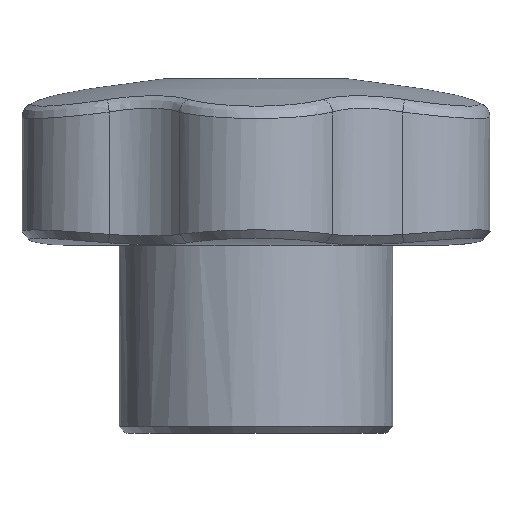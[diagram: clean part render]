
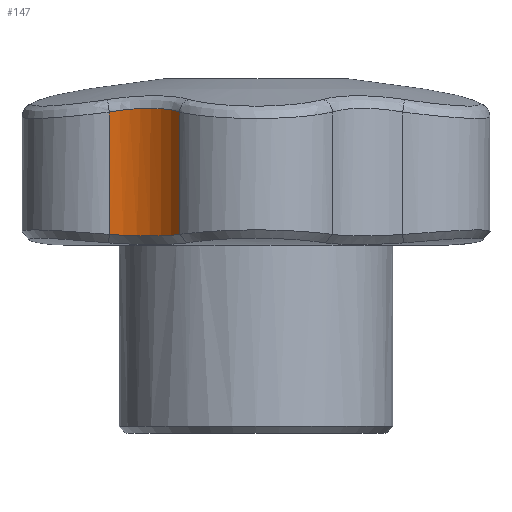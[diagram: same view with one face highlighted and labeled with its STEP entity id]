
A CAD part, front view. The second image highlights one B-rep face of the part: STEP entity #147.
In plain terms, the highlighted cylindrical face has radius 10 mm (diameter 20 mm), a partial arc.
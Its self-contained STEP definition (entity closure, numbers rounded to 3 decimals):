
#147 = ADVANCED_FACE( '', ( #340 ), #341, .F. );
#340 = FACE_OUTER_BOUND( '', #2043, .T. );
#341 = CYLINDRICAL_SURFACE( '', #2044, 10. );
#2043 = EDGE_LOOP( '', ( #3707, #3708, #3709, #3710 ) );
#2044 = AXIS2_PLACEMENT_3D( '', #3711, #3712, #3713 );
#3707 = ORIENTED_EDGE( '', *, *, #4234, .T. );
#3708 = ORIENTED_EDGE( '', *, *, #4235, .T. );
#3709 = ORIENTED_EDGE( '', *, *, #4236, .F. );
#3710 = ORIENTED_EDGE( '', *, *, #4167, .T. );
#3711 = CARTESIAN_POINT( '', ( -17.46, -30.242, 45. ) );
#3712 = DIRECTION( '', ( 0., 0., 1. ) );
#3713 = DIRECTION( '', ( -1., 0., 0. ) );
#4167 = EDGE_CURVE( '', #4524, #4529, #4531, .T. );
#4234 = EDGE_CURVE( '', #4529, #4621, #4622, .T. );
#4235 = EDGE_CURVE( '', #4621, #4623, #4624, .T. );
#4236 = EDGE_CURVE( '', #4524, #4623, #4625, .T. );
#4524 = VERTEX_POINT( '', #5667 );
#4529 = VERTEX_POINT( '', #5704 );
#4531 = B_SPLINE_CURVE_WITH_KNOTS( '', 3, ( #5706, #5707, #5708, #5709, #5710, #5711, #5712, #5713, #5714, #5715, #5716, #5717, #5718, #5719, #5720, #5721, #5722, #5723, #5724, #5725, #5726, #5727, #5728, #5729, #5730, #5731, #5732, #5733, #5734, #5735, #5736, #5737, #5738 ), .UNSPECIFIED., .F., .F., ( 4, 1, 1, 1, 1, 2, 2, 2, 1, 2, 1, 1, 1, 2, 2, 2, 1, 2, 1, 1, 1, 1, 4 ), ( 0., 0.001, 0.001, 0.002, 0.002, 0.003, 0.003, 0.003, 0.003, 0.004, 0.004, 0.005, 0.006, 0.006, 0.006, 0.006, 0.007, 0.007, 0.007, 0.008, 0.009, 0.009, 0.01 ), .UNSPECIFIED. );
#4621 = VERTEX_POINT( '', #6571 );
#4622 = LINE( '', #6572, #6573 );
#4623 = VERTEX_POINT( '', #6574 );
#4624 = B_SPLINE_CURVE_WITH_KNOTS( '', 3, ( #6575, #6576, #6577, #6578, #6579, #6580, #6581, #6582, #6583, #6584, #6585, #6586, #6587, #6588, #6589, #6590, #6591, #6592, #6593, #6594, #6595, #6596, #6597, #6598, #6599, #6600, #6601, #6602, #6603, #6604, #6605, #6606, #6607, #6608 ), .UNSPECIFIED., .F., .F., ( 4, 1, 1, 1, 1, 1, 1, 1, 1, 1, 1, 1, 1, 1, 1, 1, 1, 1, 1, 1, 1, 1, 1, 1, 1, 1, 1, 1, 1, 1, 1, 4 ), ( 0., 0.032, 0.065, 0.097, 0.129, 0.161, 0.194, 0.226, 0.258, 0.291, 0.323, 0.355, 0.387, 0.419, 0.452, 0.484, 0.516, 0.548, 0.581, 0.613, 0.645, 0.677, 0.71, 0.742, 0.774, 0.806, 0.839, 0.871, 0.903, 0.935, 0.968, 1. ), .UNSPECIFIED. );
#4625 = LINE( '', #6609, #6610 );
#5667 = CARTESIAN_POINT( '', ( -8.943, -25.002, 37.608 ) );
#5704 = CARTESIAN_POINT( '', ( -17.181, -20.246, 37.608 ) );
#5706 = CARTESIAN_POINT( '', ( -8.943, -25.002, 37.608 ) );
#5707 = CARTESIAN_POINT( '', ( -9.051, -24.826, 37.644 ) );
#5708 = CARTESIAN_POINT( '', ( -9.278, -24.482, 37.711 ) );
#5709 = CARTESIAN_POINT( '', ( -9.648, -23.99, 37.799 ) );
#5710 = CARTESIAN_POINT( '', ( -10.047, -23.521, 37.874 ) );
#5711 = CARTESIAN_POINT( '', ( -10.476, -23.076, 37.937 ) );
#5712 = CARTESIAN_POINT( '', ( -10.782, -22.795, 37.969 ) );
#5713 = CARTESIAN_POINT( '', ( -10.961, -22.642, 37.985 ) );
#5714 = CARTESIAN_POINT( '', ( -10.981, -22.625, 37.987 ) );
#5715 = CARTESIAN_POINT( '', ( -11.021, -22.591, 37.99 ) );
#5716 = CARTESIAN_POINT( '', ( -11.041, -22.575, 37.992 ) );
#5717 = CARTESIAN_POINT( '', ( -11.101, -22.524, 37.997 ) );
#5718 = CARTESIAN_POINT( '', ( -11.222, -22.425, 38.006 ) );
#5719 = CARTESIAN_POINT( '', ( -11.345, -22.329, 38.014 ) );
#5720 = CARTESIAN_POINT( '', ( -11.594, -22.141, 38.028 ) );
#5721 = CARTESIAN_POINT( '', ( -11.932, -21.901, 38.042 ) );
#5722 = CARTESIAN_POINT( '', ( -12.459, -21.575, 38.049 ) );
#5723 = CARTESIAN_POINT( '', ( -13.006, -21.281, 38.042 ) );
#5724 = CARTESIAN_POINT( '', ( -13.384, -21.108, 38.027 ) );
#5725 = CARTESIAN_POINT( '', ( -13.625, -21.007, 38.016 ) );
#5726 = CARTESIAN_POINT( '', ( -13.673, -20.987, 38.013 ) );
#5727 = CARTESIAN_POINT( '', ( -13.746, -20.957, 38.009 ) );
#5728 = CARTESIAN_POINT( '', ( -13.77, -20.948, 38.008 ) );
#5729 = CARTESIAN_POINT( '', ( -13.819, -20.928, 38.005 ) );
#5730 = CARTESIAN_POINT( '', ( -13.941, -20.881, 37.998 ) );
#5731 = CARTESIAN_POINT( '', ( -14.063, -20.836, 37.99 ) );
#5732 = CARTESIAN_POINT( '', ( -14.357, -20.733, 37.969 ) );
#5733 = CARTESIAN_POINT( '', ( -14.752, -20.609, 37.936 ) );
#5734 = CARTESIAN_POINT( '', ( -15.349, -20.461, 37.874 ) );
#5735 = CARTESIAN_POINT( '', ( -15.953, -20.35, 37.799 ) );
#5736 = CARTESIAN_POINT( '', ( -16.563, -20.276, 37.711 ) );
#5737 = CARTESIAN_POINT( '', ( -16.974, -20.252, 37.644 ) );
#5738 = CARTESIAN_POINT( '', ( -17.181, -20.246, 37.608 ) );
#6571 = CARTESIAN_POINT( '', ( -17.181, -20.246, 23.283 ) );
#6572 = CARTESIAN_POINT( '', ( -17.181, -20.246, 45. ) );
#6573 = VECTOR( '', #7541, 1000. );
#6574 = CARTESIAN_POINT( '', ( -8.943, -25.002, 23.283 ) );
#6575 = CARTESIAN_POINT( '', ( -17.181, -20.246, 23.283 ) );
#6576 = CARTESIAN_POINT( '', ( -17.074, -20.25, 23.275 ) );
#6577 = CARTESIAN_POINT( '', ( -16.861, -20.258, 23.26 ) );
#6578 = CARTESIAN_POINT( '', ( -16.542, -20.283, 23.238 ) );
#6579 = CARTESIAN_POINT( '', ( -16.224, -20.317, 23.219 ) );
#6580 = CARTESIAN_POINT( '', ( -15.908, -20.362, 23.2 ) );
#6581 = CARTESIAN_POINT( '', ( -15.593, -20.416, 23.183 ) );
#6582 = CARTESIAN_POINT( '', ( -15.279, -20.481, 23.168 ) );
#6583 = CARTESIAN_POINT( '', ( -14.968, -20.556, 23.154 ) );
#6584 = CARTESIAN_POINT( '', ( -14.66, -20.64, 23.142 ) );
#6585 = CARTESIAN_POINT( '', ( -14.354, -20.735, 23.131 ) );
#6586 = CARTESIAN_POINT( '', ( -14.052, -20.839, 23.122 ) );
#6587 = CARTESIAN_POINT( '', ( -13.753, -20.953, 23.115 ) );
#6588 = CARTESIAN_POINT( '', ( -13.458, -21.076, 23.108 ) );
#6589 = CARTESIAN_POINT( '', ( -13.167, -21.209, 23.104 ) );
#6590 = CARTESIAN_POINT( '', ( -12.88, -21.351, 23.101 ) );
#6591 = CARTESIAN_POINT( '', ( -12.598, -21.502, 23.099 ) );
#6592 = CARTESIAN_POINT( '', ( -12.321, -21.661, 23.099 ) );
#6593 = CARTESIAN_POINT( '', ( -12.05, -21.83, 23.101 ) );
#6594 = CARTESIAN_POINT( '', ( -11.783, -22.007, 23.104 ) );
#6595 = CARTESIAN_POINT( '', ( -11.523, -22.193, 23.108 ) );
#6596 = CARTESIAN_POINT( '', ( -11.269, -22.387, 23.115 ) );
#6597 = CARTESIAN_POINT( '', ( -11.021, -22.589, 23.122 ) );
#6598 = CARTESIAN_POINT( '', ( -10.779, -22.799, 23.131 ) );
#6599 = CARTESIAN_POINT( '', ( -10.545, -23.016, 23.142 ) );
#6600 = CARTESIAN_POINT( '', ( -10.317, -23.241, 23.154 ) );
#6601 = CARTESIAN_POINT( '', ( -10.097, -23.473, 23.168 ) );
#6602 = CARTESIAN_POINT( '', ( -9.885, -23.712, 23.183 ) );
#6603 = CARTESIAN_POINT( '', ( -9.68, -23.957, 23.2 ) );
#6604 = CARTESIAN_POINT( '', ( -9.483, -24.209, 23.219 ) );
#6605 = CARTESIAN_POINT( '', ( -9.294, -24.468, 23.238 ) );
#6606 = CARTESIAN_POINT( '', ( -9.113, -24.731, 23.26 ) );
#6607 = CARTESIAN_POINT( '', ( -9., -24.912, 23.275 ) );
#6608 = CARTESIAN_POINT( '', ( -8.943, -25.002, 23.283 ) );
#6609 = CARTESIAN_POINT( '', ( -8.943, -25.002, 45. ) );
#6610 = VECTOR( '', #7542, 1000. );
#7541 = DIRECTION( '', ( 0., 0., -1. ) );
#7542 = DIRECTION( '', ( 0., 0., -1. ) );
